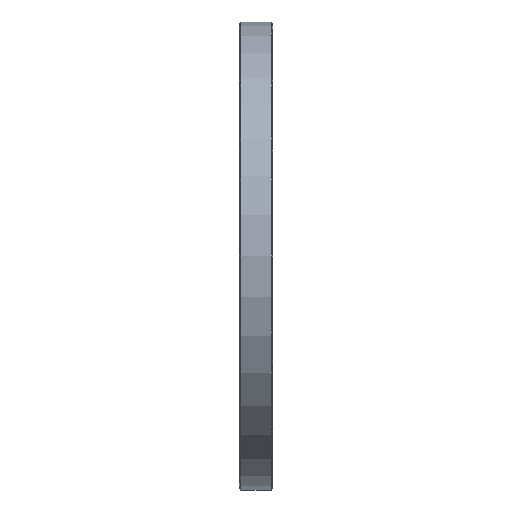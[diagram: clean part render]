
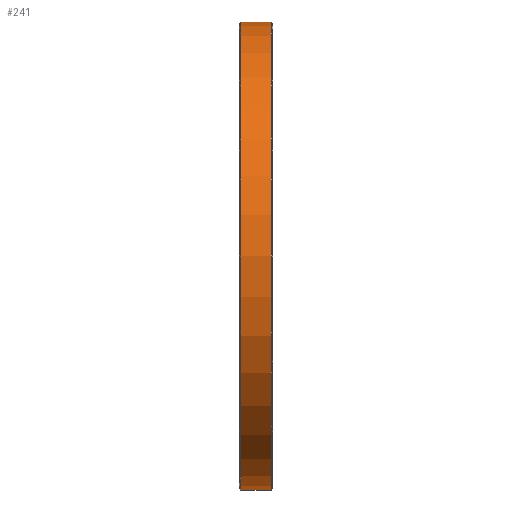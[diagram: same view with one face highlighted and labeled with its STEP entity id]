
A CAD part, front view. The second image highlights one B-rep face of the part: STEP entity #241.
In plain terms, the highlighted cylindrical face has radius 112.5 mm (diameter 225 mm), a partial arc.
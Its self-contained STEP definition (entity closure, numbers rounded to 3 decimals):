
#14 = CARTESIAN_POINT ( 'NONE',  ( 149.376, 56.835, 112.5 ) ) ;
#58 = EDGE_LOOP ( 'NONE', ( #953, #957, #964, #1004 ) ) ;
#123 = DIRECTION ( 'NONE',  ( 0., 0., -1. ) ) ;
#168 = DIRECTION ( 'NONE',  ( 1., 0., 0. ) ) ;
#185 = CARTESIAN_POINT ( 'NONE',  ( 134.876, 56.835, 0. ) ) ;
#203 = CARTESIAN_POINT ( 'NONE',  ( 134.876, 56.835, 112.5 ) ) ;
#241 = ADVANCED_FACE ( 'NONE', ( #759 ), #746, .T. ) ;
#252 = CARTESIAN_POINT ( 'NONE',  ( 149.376, 56.835, -112.5 ) ) ;
#423 = CIRCLE ( 'NONE', #935, 112.5 ) ;
#432 = CIRCLE ( 'NONE', #950, 112.5 ) ;
#434 = VERTEX_POINT ( 'NONE', #823 ) ;
#437 = EDGE_CURVE ( 'NONE', #890, #434, #622, .T. ) ;
#511 = EDGE_CURVE ( 'NONE', #939, #919, #610, .T. ) ;
#569 = CARTESIAN_POINT ( 'NONE',  ( 131.126, 56.835, 112.5 ) ) ;
#588 = VECTOR ( 'NONE', #668, 1000. ) ;
#610 = LINE ( 'NONE', #569, #588 ) ;
#620 = VECTOR ( 'NONE', #734, 1000. ) ;
#622 = LINE ( 'NONE', #784, #620 ) ;
#631 = DIRECTION ( 'NONE',  ( 0., 0., 1. ) ) ;
#634 = DIRECTION ( 'NONE',  ( -1., 0., 0. ) ) ;
#655 = CARTESIAN_POINT ( 'NONE',  ( 149.376, 56.835, 0. ) ) ;
#668 = DIRECTION ( 'NONE',  ( -1., 0., 0. ) ) ;
#705 = CARTESIAN_POINT ( 'NONE',  ( 131.126, 56.835, 0. ) ) ;
#734 = DIRECTION ( 'NONE',  ( -1., 0., 0. ) ) ;
#746 = CYLINDRICAL_SURFACE ( 'NONE', #1012, 112.5 ) ;
#756 = DIRECTION ( 'NONE',  ( -1., 0., 0. ) ) ;
#759 = FACE_OUTER_BOUND ( 'NONE', #58, .T. ) ;
#769 = DIRECTION ( 'NONE',  ( 0., 0., 1. ) ) ;
#782 = EDGE_CURVE ( 'NONE', #890, #939, #432, .T. ) ;
#784 = CARTESIAN_POINT ( 'NONE',  ( 131.126, 56.835, -112.5 ) ) ;
#823 = CARTESIAN_POINT ( 'NONE',  ( 134.876, 56.835, -112.5 ) ) ;
#888 = EDGE_CURVE ( 'NONE', #919, #434, #423, .T. ) ;
#890 = VERTEX_POINT ( 'NONE', #252 ) ;
#919 = VERTEX_POINT ( 'NONE', #203 ) ;
#935 = AXIS2_PLACEMENT_3D ( 'NONE', #185, #168, #123 ) ;
#939 = VERTEX_POINT ( 'NONE', #14 ) ;
#950 = AXIS2_PLACEMENT_3D ( 'NONE', #655, #634, #631 ) ;
#953 = ORIENTED_EDGE ( 'NONE', *, *, #437, .F. ) ;
#957 = ORIENTED_EDGE ( 'NONE', *, *, #782, .T. ) ;
#964 = ORIENTED_EDGE ( 'NONE', *, *, #511, .T. ) ;
#1004 = ORIENTED_EDGE ( 'NONE', *, *, #888, .T. ) ;
#1012 = AXIS2_PLACEMENT_3D ( 'NONE', #705, #756, #769 ) ;
